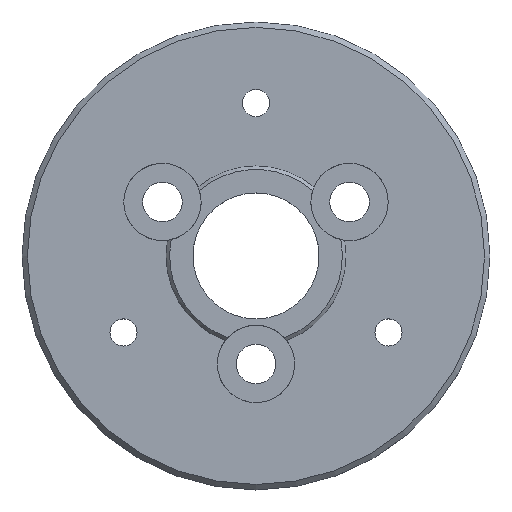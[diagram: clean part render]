
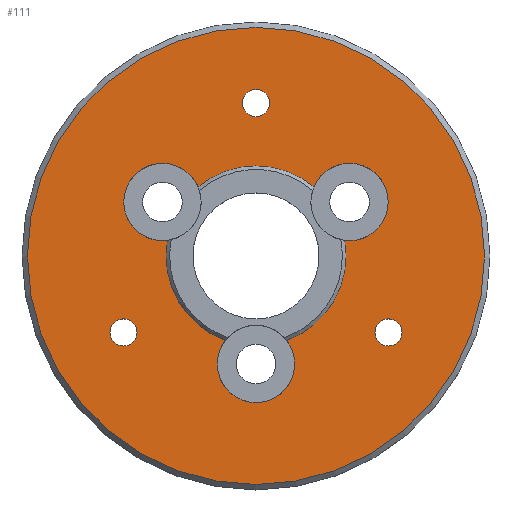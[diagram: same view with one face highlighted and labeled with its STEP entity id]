
A CAD part, top view. The second image highlights one B-rep face of the part: STEP entity #111.
In plain terms, the highlighted planar face has unit normal (0, 0, 1).
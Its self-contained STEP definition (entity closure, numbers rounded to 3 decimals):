
#54=PLANE('',#461);
#60=FACE_BOUND('',#157,.T.);
#61=FACE_BOUND('',#158,.T.);
#62=FACE_BOUND('',#159,.T.);
#63=FACE_BOUND('',#160,.T.);
#64=FACE_BOUND('',#161,.T.);
#111=ADVANCED_FACE('',(#60,#61,#62,#63,#64),#54,.T.);
#157=EDGE_LOOP('',(#255));
#158=EDGE_LOOP('',(#256,#257,#258,#259,#260,#261));
#159=EDGE_LOOP('',(#262));
#160=EDGE_LOOP('',(#263));
#161=EDGE_LOOP('',(#264));
#211=CIRCLE('',#448,5.);
#213=CIRCLE('',#451,5.);
#214=CIRCLE('',#453,12.7);
#215=CIRCLE('',#454,2.15);
#216=CIRCLE('',#455,2.15);
#217=CIRCLE('',#456,5.);
#218=CIRCLE('',#457,2.15);
#219=CIRCLE('',#458,0.755);
#220=CIRCLE('',#459,0.755);
#221=CIRCLE('',#460,0.755);
#255=ORIENTED_EDGE('',*,*,#393,.T.);
#256=ORIENTED_EDGE('',*,*,#394,.F.);
#257=ORIENTED_EDGE('',*,*,#392,.F.);
#258=ORIENTED_EDGE('',*,*,#395,.F.);
#259=ORIENTED_EDGE('',*,*,#396,.F.);
#260=ORIENTED_EDGE('',*,*,#397,.F.);
#261=ORIENTED_EDGE('',*,*,#388,.F.);
#262=ORIENTED_EDGE('',*,*,#398,.T.);
#263=ORIENTED_EDGE('',*,*,#399,.T.);
#264=ORIENTED_EDGE('',*,*,#400,.T.);
#346=VERTEX_POINT('',#647);
#348=VERTEX_POINT('',#651);
#350=VERTEX_POINT('',#656);
#352=VERTEX_POINT('',#660);
#353=VERTEX_POINT('',#664);
#354=VERTEX_POINT('',#667);
#355=VERTEX_POINT('',#669);
#356=VERTEX_POINT('',#672);
#357=VERTEX_POINT('',#674);
#358=VERTEX_POINT('',#676);
#388=EDGE_CURVE('',#348,#346,#211,.T.);
#392=EDGE_CURVE('',#352,#350,#213,.T.);
#393=EDGE_CURVE('',#353,#353,#214,.T.);
#394=EDGE_CURVE('',#350,#348,#215,.T.);
#395=EDGE_CURVE('',#354,#352,#216,.T.);
#396=EDGE_CURVE('',#355,#354,#217,.T.);
#397=EDGE_CURVE('',#346,#355,#218,.T.);
#398=EDGE_CURVE('',#356,#356,#219,.T.);
#399=EDGE_CURVE('',#357,#357,#220,.T.);
#400=EDGE_CURVE('',#358,#358,#221,.T.);
#448=AXIS2_PLACEMENT_3D('',#652,#516,#517);
#451=AXIS2_PLACEMENT_3D('',#661,#524,#525);
#453=AXIS2_PLACEMENT_3D('',#663,#528,#529);
#454=AXIS2_PLACEMENT_3D('',#665,#530,#531);
#455=AXIS2_PLACEMENT_3D('',#666,#532,#533);
#456=AXIS2_PLACEMENT_3D('',#668,#534,#535);
#457=AXIS2_PLACEMENT_3D('',#670,#536,#537);
#458=AXIS2_PLACEMENT_3D('',#671,#538,#539);
#459=AXIS2_PLACEMENT_3D('',#673,#540,#541);
#460=AXIS2_PLACEMENT_3D('',#675,#542,#543);
#461=AXIS2_PLACEMENT_3D('',#677,#544,#545);
#516=DIRECTION('',(0.,0.,1.));
#517=DIRECTION('',(1.,0.,0.));
#524=DIRECTION('',(0.,0.,1.));
#525=DIRECTION('',(1.,0.,0.));
#528=DIRECTION('',(0.,0.,1.));
#529=DIRECTION('',(1.,0.,0.));
#530=DIRECTION('',(0.,0.,1.));
#531=DIRECTION('',(1.,0.,0.));
#532=DIRECTION('',(0.,0.,1.));
#533=DIRECTION('',(1.,0.,0.));
#534=DIRECTION('',(0.,0.,1.));
#535=DIRECTION('',(1.,0.,0.));
#536=DIRECTION('',(0.,0.,1.));
#537=DIRECTION('',(1.,0.,0.));
#538=DIRECTION('',(0.,0.,-1.));
#539=DIRECTION('',(0.5,0.866,0.));
#540=DIRECTION('',(0.,0.,-1.));
#541=DIRECTION('',(0.5,-0.866,0.));
#542=DIRECTION('',(0.,0.,-1.));
#543=DIRECTION('',(-1.,0.,0.));
#544=DIRECTION('',(0.,0.,1.));
#545=DIRECTION('',(1.,0.,0.));
#647=CARTESIAN_POINT('',(-1.711,-4.698,2.5));
#651=CARTESIAN_POINT('',(-4.924,0.867,2.5));
#652=CARTESIAN_POINT('',(0.,0.,2.5));
#656=CARTESIAN_POINT('',(-3.213,3.831,2.5));
#660=CARTESIAN_POINT('',(3.213,3.831,2.5));
#661=CARTESIAN_POINT('',(0.,0.,2.5));
#663=CARTESIAN_POINT('',(0.,0.,2.5));
#664=CARTESIAN_POINT('',(12.7,0.,2.5));
#665=CARTESIAN_POINT('',(-5.196,3.,2.5));
#666=CARTESIAN_POINT('',(5.196,3.,2.5));
#667=CARTESIAN_POINT('',(4.924,0.867,2.5));
#668=CARTESIAN_POINT('',(0.,0.,2.5));
#669=CARTESIAN_POINT('',(1.711,-4.698,2.5));
#670=CARTESIAN_POINT('',(0.,-6.,2.5));
#671=CARTESIAN_POINT('',(7.361,-4.25,2.5));
#672=CARTESIAN_POINT('',(7.739,-3.596,2.5));
#673=CARTESIAN_POINT('',(-7.361,-4.25,2.5));
#674=CARTESIAN_POINT('',(-6.984,-4.904,2.5));
#675=CARTESIAN_POINT('',(0.,8.5,2.5));
#676=CARTESIAN_POINT('',(-0.755,8.5,2.5));
#677=CARTESIAN_POINT('',(0.,0.,2.5));
